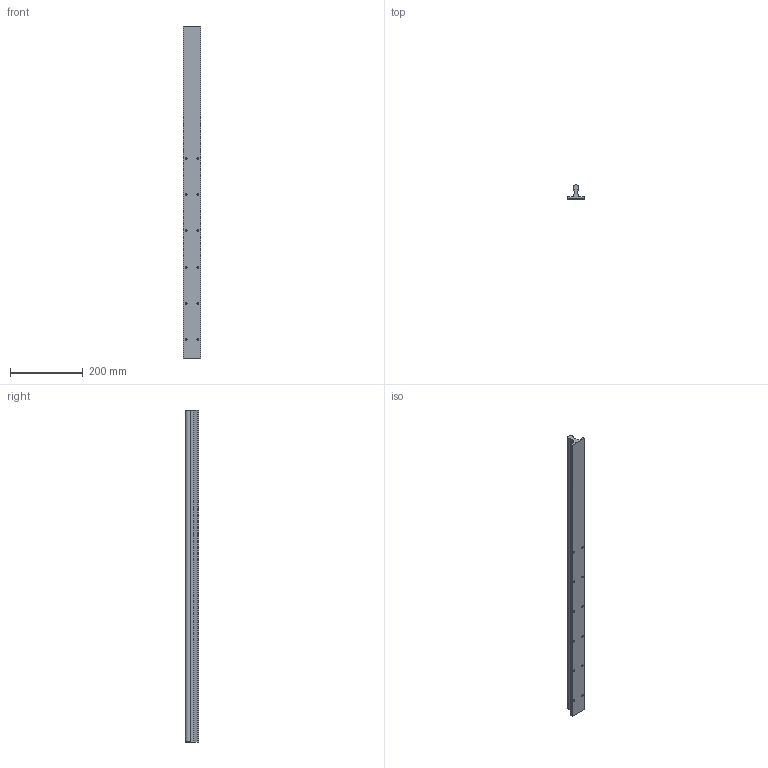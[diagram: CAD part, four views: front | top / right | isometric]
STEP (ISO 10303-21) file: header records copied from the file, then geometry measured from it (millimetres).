
FILE_DESCRIPTION(/* description */ (''),/* implementation_level */ '2;1');
FILE_NAME(/* name */ '16 mm SUPPORT RAIL v3.step',/* time_stamp */ '2022-03-25T19:50:06-04:00',/* author */ (''),/* organization */ (''),/* preprocessor_version */ 'ST-DEVELOPER v18.1',/* originating_system */ 'Autodesk Translation Framework v10.13.0.1454',/* authorisation */ '');
FILE_SCHEMA (('AUTOMOTIVE_DESIGN { 1 0 10303 214 3 1 1 }'));
Length unit declared in the file: millimetre
Products named in the file (1): 16 mm SUPPORT RAIL
Bounding box: 48 x 37.99 x 914.4 mm (x, y, z)
Volume: 582551.8 mm3; surface area: 154992.7 mm2
Topology: 1 solids, 1 shells, 29 faces, 79 edges, 52 vertices
Faces by surface type: cylinder 16, plane 12, cone 1
Full cylindrical faces by diameter (mm): 5.5 x12
Entity records: 1012 total; most frequent: DIRECTION 173, CARTESIAN_POINT 161, ORIENTED_EDGE 158, EDGE_CURVE 79, AXIS2_PLACEMENT_3D 64, EDGE_LOOP 53, VERTEX_POINT 52, LINE 45
